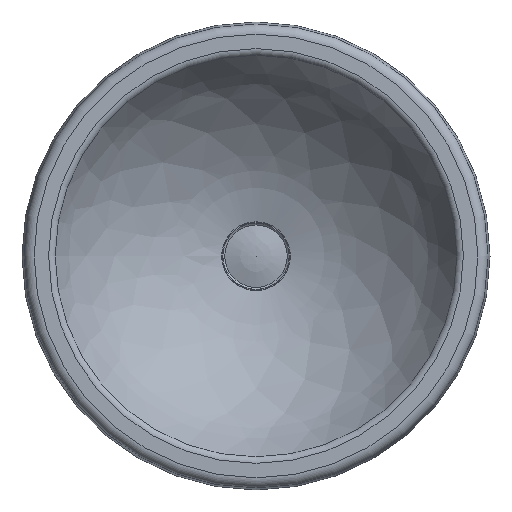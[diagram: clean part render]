
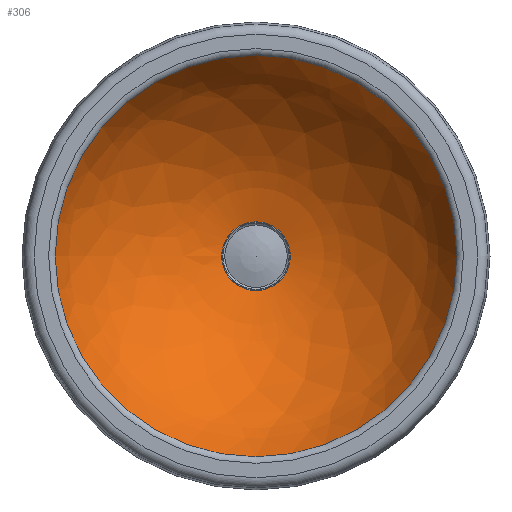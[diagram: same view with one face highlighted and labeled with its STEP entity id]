
A CAD part, top view. The second image highlights one B-rep face of the part: STEP entity #306.
In plain terms, the highlighted free-form (B-spline) face has degree [2, 2] with [3, 9] control points.
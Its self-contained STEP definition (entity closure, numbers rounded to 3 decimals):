
#245=CARTESIAN_POINT('',(-193.119,156.101,0.));
#246=VERTEX_POINT('',#245);
#247=CARTESIAN_POINT('',(0.,156.101,0.0));
#248=DIRECTION('',(0.0,-1.0,0.0));
#249=DIRECTION('',(1.0,0.0,0.0));
#250=AXIS2_PLACEMENT_3D('',#247,#248,#249);
#251=CIRCLE('',#250,193.119);
#252=EDGE_CURVE('',#246,#246,#251,.T.);
#257=CARTESIAN_POINT('',(0.,32.11,-33.052));
#258=CARTESIAN_POINT('',(0.,55.165,-143.249));
#259=CARTESIAN_POINT('',(0.,156.101,-193.119));
#260=CARTESIAN_POINT('',(-33.052,32.11,-33.052));
#261=CARTESIAN_POINT('',(-143.249,55.165,-143.249));
#262=CARTESIAN_POINT('',(-193.119,156.101,-193.119));
#263=CARTESIAN_POINT('',(-33.052,32.11,0.));
#264=CARTESIAN_POINT('',(-143.249,55.165,0.));
#265=CARTESIAN_POINT('',(-193.119,156.101,0.));
#266=CARTESIAN_POINT('',(-33.052,32.11,33.052));
#267=CARTESIAN_POINT('',(-143.249,55.165,143.249));
#268=CARTESIAN_POINT('',(-193.119,156.101,193.119));
#269=CARTESIAN_POINT('',(0.,32.11,33.052));
#270=CARTESIAN_POINT('',(0.,55.165,143.249));
#271=CARTESIAN_POINT('',(0.,156.101,193.119));
#272=CARTESIAN_POINT('',(33.052,32.11,33.052));
#273=CARTESIAN_POINT('',(143.249,55.165,143.249));
#274=CARTESIAN_POINT('',(193.119,156.101,193.119));
#275=CARTESIAN_POINT('',(33.052,32.11,0.));
#276=CARTESIAN_POINT('',(143.249,55.165,0.));
#277=CARTESIAN_POINT('',(193.119,156.101,0.));
#278=CARTESIAN_POINT('',(33.052,32.11,-33.052));
#279=CARTESIAN_POINT('',(143.249,55.165,-143.249));
#280=CARTESIAN_POINT('',(193.119,156.101,-193.119));
#281=CARTESIAN_POINT('',(0.,32.11,-33.052));
#282=CARTESIAN_POINT('',(0.,55.165,-143.249));
#283=CARTESIAN_POINT('',(0.,156.101,-193.119));
#291=(BOUNDED_SURFACE()B_SPLINE_SURFACE(2,2,((#257,#260,#263,#266,#269,#272,#275,#278,#281),(#258,#261,#264,#267,#270,#273,#276,#279,#282),(#259,#262,#265,#268,#271,#274,#277,#280,#283)),.UNSPECIFIED.,.F.,.T.,.U.)B_SPLINE_SURFACE_WITH_KNOTS((3,3),(3,2,2,2,3),(-1.365,-0.459),(0.0,1.571,3.142,4.712,6.283),.UNSPECIFIED.)GEOMETRIC_REPRESENTATION_ITEM()RATIONAL_B_SPLINE_SURFACE(((1.0,0.707,1.0,0.707,1.0,0.707,1.0,0.707,1.0),(0.899,0.636,0.899,0.636,0.899,0.636,0.899,0.636,0.899),(1.0,0.707,1.0,0.707,1.0,0.707,1.0,0.707,1.0)))REPRESENTATION_ITEM('')SURFACE());
#292=CARTESIAN_POINT('',(33.052,32.11,0.));
#293=VERTEX_POINT('',#292);
#294=CARTESIAN_POINT('',(0.,32.11,0.0));
#295=DIRECTION('',(0.0,1.0,0.0));
#296=DIRECTION('',(-1.0,0.0,0.0));
#297=AXIS2_PLACEMENT_3D('',#294,#295,#296);
#298=CIRCLE('',#297,33.052);
#299=EDGE_CURVE('',#293,#293,#298,.T.);
#300=ORIENTED_EDGE('',*,*,#299,.F.);
#301=EDGE_LOOP('',(#300));
#302=FACE_OUTER_BOUND('',#301,.T.);
#303=ORIENTED_EDGE('',*,*,#252,.F.);
#304=EDGE_LOOP('',(#303));
#305=FACE_BOUND('',#304,.T.);
#306=ADVANCED_FACE('',(#302,#305),#291,.T.);
